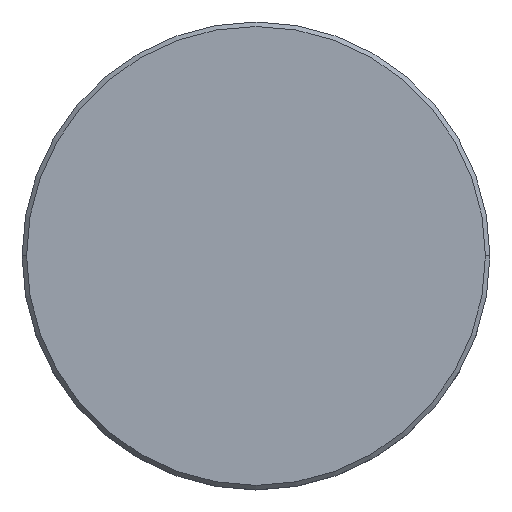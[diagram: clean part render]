
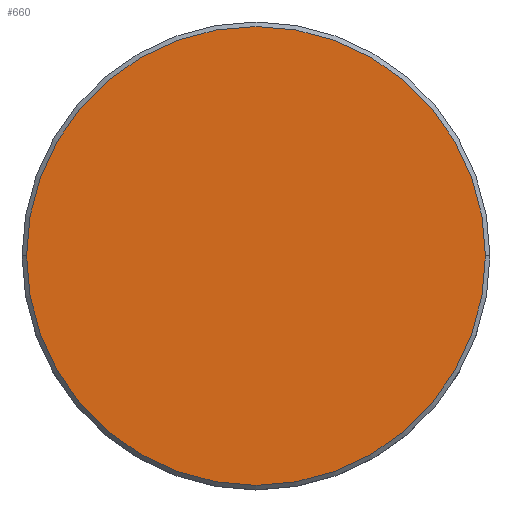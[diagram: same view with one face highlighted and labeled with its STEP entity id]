
A CAD part, top view. The second image highlights one B-rep face of the part: STEP entity #660.
In plain terms, the highlighted planar face has unit normal (0, 0, 1).
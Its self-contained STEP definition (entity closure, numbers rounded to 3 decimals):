
#83 = ORIENTED_EDGE ( 'NONE', *, *, #594, .T. ) ;
#91 = CARTESIAN_POINT ( 'NONE',  ( 0., 0., 0. ) ) ;
#115 = AXIS2_PLACEMENT_3D ( 'NONE', #91, #449, #474 ) ;
#131 = EDGE_CURVE ( 'NONE', #290, #518, #532, .T. ) ;
#175 = DIRECTION ( 'NONE',  ( 1., 0., 0. ) ) ;
#260 = DIRECTION ( 'NONE',  ( 0., 0., 1. ) ) ;
#281 = DIRECTION ( 'NONE',  ( 0., 0., 1. ) ) ;
#290 = VERTEX_POINT ( 'NONE', #1109 ) ;
#320 = CIRCLE ( 'NONE', #651, 25.5 ) ;
#360 = CARTESIAN_POINT ( 'NONE',  ( 0., 0., 0. ) ) ;
#449 = DIRECTION ( 'NONE',  ( 0., 0., 1. ) ) ;
#474 = DIRECTION ( 'NONE',  ( 1., 0., 0. ) ) ;
#518 = VERTEX_POINT ( 'NONE', #904 ) ;
#532 = CIRCLE ( 'NONE', #809, 25.5 ) ;
#544 = PLANE ( 'NONE',  #115 ) ;
#594 = EDGE_CURVE ( 'NONE', #518, #290, #320, .T. ) ;
#651 = AXIS2_PLACEMENT_3D ( 'NONE', #360, #281, #978 ) ;
#660 = ADVANCED_FACE ( 'NONE', ( #1163 ), #544, .T. ) ;
#809 = AXIS2_PLACEMENT_3D ( 'NONE', #1169, #260, #175 ) ;
#823 = EDGE_LOOP ( 'NONE', ( #83, #1168 ) ) ;
#904 = CARTESIAN_POINT ( 'NONE',  ( -25.5, 0., 0. ) ) ;
#978 = DIRECTION ( 'NONE',  ( 1., 0., 0. ) ) ;
#1109 = CARTESIAN_POINT ( 'NONE',  ( 25.5, 0., 0. ) ) ;
#1163 = FACE_OUTER_BOUND ( 'NONE', #823, .T. ) ;
#1168 = ORIENTED_EDGE ( 'NONE', *, *, #131, .T. ) ;
#1169 = CARTESIAN_POINT ( 'NONE',  ( 0., 0., 0. ) ) ;
